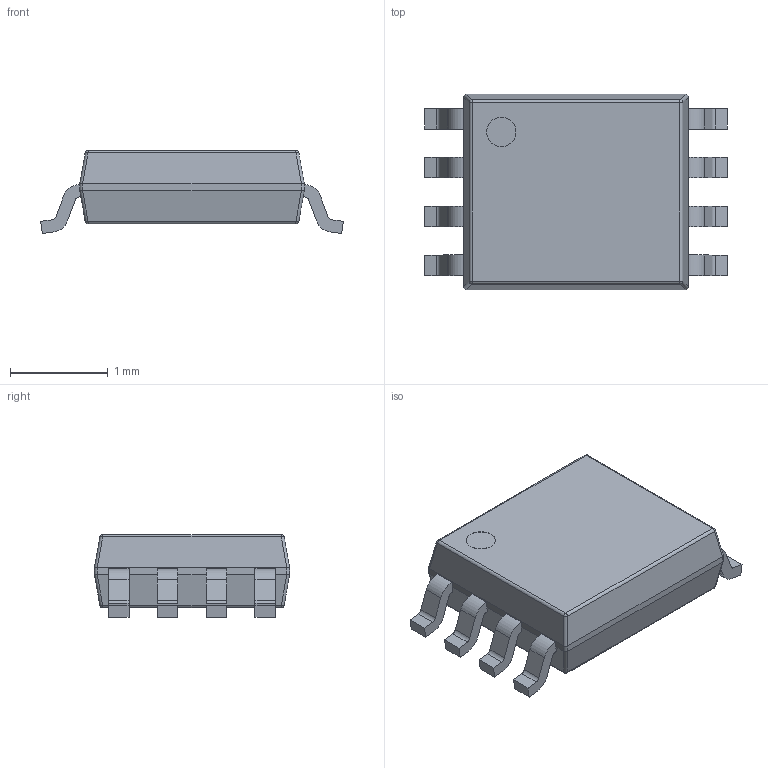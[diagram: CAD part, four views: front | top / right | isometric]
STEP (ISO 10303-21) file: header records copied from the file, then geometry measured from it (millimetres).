
FILE_DESCRIPTION(/* description */ (''),/* implementation_level */ '2;1');
FILE_NAME(/* name */ 'VSSOP8-8P-0.50.stp',/* time_stamp */ '2015-12-09T15:07:40+10:00',/* author */ ('Nico'),/* organization */ (''),/* preprocessor_version */ 'ST-DEVELOPER v15.6',/* originating_system */ 'Autodesk Inventor 2015',/* authorisation */ '');
FILE_SCHEMA (('AUTOMOTIVE_DESIGN { 1 0 10303 214 3 1 1 }'));
Length unit declared in the file: millimetre
Products named in the file (1): VSSOP8-xP-0.50
Bounding box: 3.1 x 2 x 0.85 mm (x, y, z)
Volume: 3.4 mm3; surface area: 17.7 mm2
Topology: 1 solids, 1 shells, 132 faces, 363 edges, 234 vertices
Faces by surface type: plane 71, cylinder 53, sphere 8
Full cylindrical faces by diameter (mm): 0.3 x1
Entity records: 4266 total; most frequent: DIRECTION 742, CARTESIAN_POINT 729, ORIENTED_EDGE 724, EDGE_CURVE 362, LINE 248, VECTOR 248, AXIS2_PLACEMENT_3D 247, VERTEX_POINT 234
